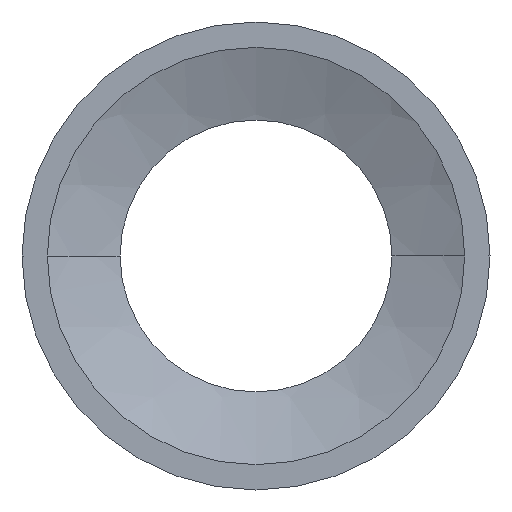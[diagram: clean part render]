
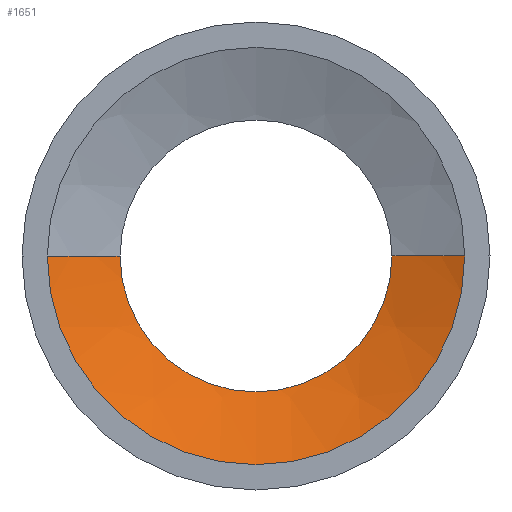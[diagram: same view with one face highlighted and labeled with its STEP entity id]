
A CAD part, front view. The second image highlights one B-rep face of the part: STEP entity #1651.
In plain terms, the highlighted spherical face has radius 40.12 mm.
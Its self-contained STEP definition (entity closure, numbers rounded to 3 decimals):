
#190 = CIRCLE ( 'NONE', #286, 40.12 ) ;
#228 = CARTESIAN_POINT ( 'NONE',  ( 16.662, 224.242, 0. ) ) ;
#286 = AXIS2_PLACEMENT_3D ( 'NONE', #349, #1060, #1548 ) ;
#287 = CARTESIAN_POINT ( 'NONE',  ( 0., 187.746, 0. ) ) ;
#318 = ORIENTED_EDGE ( 'NONE', *, *, #1753, .F. ) ;
#324 = AXIS2_PLACEMENT_3D ( 'NONE', #1156, #412, #2134 ) ;
#349 = CARTESIAN_POINT ( 'NONE',  ( 0., 187.746, 0. ) ) ;
#401 = AXIS2_PLACEMENT_3D ( 'NONE', #1182, #1034, #672 ) ;
#412 = DIRECTION ( 'NONE',  ( 0., 1., 0. ) ) ;
#469 = ORIENTED_EDGE ( 'NONE', *, *, #497, .T. ) ;
#475 = CIRCLE ( 'NONE', #1748, 16.662 ) ;
#477 = VERTEX_POINT ( 'NONE', #2012 ) ;
#497 = EDGE_CURVE ( 'NONE', #477, #803, #2065, .T. ) ;
#515 = VERTEX_POINT ( 'NONE', #228 ) ;
#523 = ORIENTED_EDGE ( 'NONE', *, *, #1252, .F. ) ;
#584 = CARTESIAN_POINT ( 'NONE',  ( -10.85, 226.371, 0. ) ) ;
#672 = DIRECTION ( 'NONE',  ( -1., 0., 0. ) ) ;
#706 = CARTESIAN_POINT ( 'NONE',  ( 0., 224.242, 0. ) ) ;
#803 = VERTEX_POINT ( 'NONE', #584 ) ;
#817 = VERTEX_POINT ( 'NONE', #1655 ) ;
#884 = DIRECTION ( 'NONE',  ( 0., 1., 0. ) ) ;
#890 = EDGE_LOOP ( 'NONE', ( #318, #1915, #469, #523 ) ) ;
#947 = EDGE_CURVE ( 'NONE', #515, #477, #1953, .T. ) ;
#982 = DIRECTION ( 'NONE',  ( 0., 0., 1. ) ) ;
#1034 = DIRECTION ( 'NONE',  ( 0., 0., 1. ) ) ;
#1060 = DIRECTION ( 'NONE',  ( 0., 0., -1. ) ) ;
#1156 = CARTESIAN_POINT ( 'NONE',  ( 0., 226.371, 0. ) ) ;
#1182 = CARTESIAN_POINT ( 'NONE',  ( 0., 187.746, 0. ) ) ;
#1192 = SPHERICAL_SURFACE ( 'NONE', #401, 40.12 ) ;
#1252 = EDGE_CURVE ( 'NONE', #817, #803, #190, .T. ) ;
#1379 = AXIS2_PLACEMENT_3D ( 'NONE', #287, #982, #2195 ) ;
#1397 = DIRECTION ( 'NONE',  ( 0., 0., 1. ) ) ;
#1548 = DIRECTION ( 'NONE',  ( -1., 0., 0. ) ) ;
#1651 = ADVANCED_FACE ( 'NONE', ( #2225 ), #1192, .F. ) ;
#1655 = CARTESIAN_POINT ( 'NONE',  ( -16.662, 224.242, 0. ) ) ;
#1748 = AXIS2_PLACEMENT_3D ( 'NONE', #706, #884, #1397 ) ;
#1753 = EDGE_CURVE ( 'NONE', #515, #817, #475, .T. ) ;
#1915 = ORIENTED_EDGE ( 'NONE', *, *, #947, .T. ) ;
#1953 = CIRCLE ( 'NONE', #1379, 40.12 ) ;
#2012 = CARTESIAN_POINT ( 'NONE',  ( 10.85, 226.371, 0. ) ) ;
#2065 = CIRCLE ( 'NONE', #324, 10.85 ) ;
#2134 = DIRECTION ( 'NONE',  ( -1., 0., 0. ) ) ;
#2195 = DIRECTION ( 'NONE',  ( 1., 0., 0. ) ) ;
#2225 = FACE_OUTER_BOUND ( 'NONE', #890, .T. ) ;
